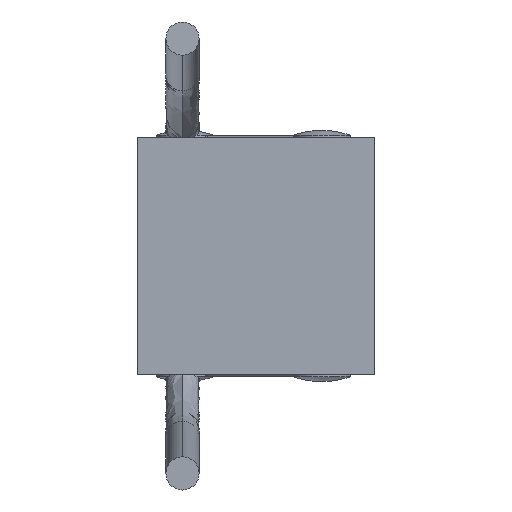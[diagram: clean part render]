
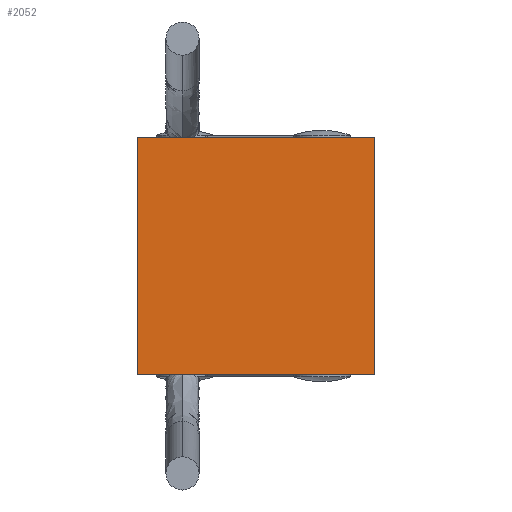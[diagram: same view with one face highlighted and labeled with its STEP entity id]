
A CAD part, front view. The second image highlights one B-rep face of the part: STEP entity #2052.
In plain terms, the highlighted planar face has unit normal (0, -1, 0).
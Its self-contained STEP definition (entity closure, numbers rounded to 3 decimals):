
#572 = PLANE ( 'NONE',  #4836 ) ;
#610 = CARTESIAN_POINT ( 'NONE',  ( 0., -0.51, 0. ) ) ;
#612 = DIRECTION ( 'NONE',  ( 0., 1., 0. ) ) ;
#614 = DIRECTION ( 'NONE',  ( 0., 0., 1. ) ) ;
#2052 = ADVANCED_FACE ( 'NONE', ( #4613 ), #572, .F. ) ;
#2211 = CARTESIAN_POINT ( 'NONE',  ( -2.5, -0.51, 2.5 ) ) ;
#2212 = DIRECTION ( 'NONE',  ( 0., 0., -1. ) ) ;
#2833 = VERTEX_POINT ( 'NONE', #5349 ) ;
#2838 = VERTEX_POINT ( 'NONE', #5354 ) ;
#2839 = VERTEX_POINT ( 'NONE', #5355 ) ;
#2843 = VERTEX_POINT ( 'NONE', #5359 ) ;
#2982 = LINE ( 'NONE', #2211, #2985 ) ;
#2985 = VECTOR ( 'NONE', #2212, 1000. ) ;
#4526 = EDGE_LOOP ( 'NONE', ( #11868, #11824, #11870, #11823 ) ) ;
#4613 = FACE_OUTER_BOUND ( 'NONE', #4526, .T. ) ;
#4836 = AXIS2_PLACEMENT_3D ( 'NONE', #610, #612, #614 ) ;
#5349 = CARTESIAN_POINT ( 'NONE',  ( -2.5, -0.51, -2.5 ) ) ;
#5354 = CARTESIAN_POINT ( 'NONE',  ( -2.5, -0.51, 2.5 ) ) ;
#5355 = CARTESIAN_POINT ( 'NONE',  ( 2.5, -0.51, -2.5 ) ) ;
#5359 = CARTESIAN_POINT ( 'NONE',  ( 2.5, -0.51, 2.5 ) ) ;
#5582 = CARTESIAN_POINT ( 'NONE',  ( 2.5, -0.51, -2.5 ) ) ;
#5586 = CARTESIAN_POINT ( 'NONE',  ( 2.5, -0.51, 2.5 ) ) ;
#5587 = DIRECTION ( 'NONE',  ( 1., 0., 0. ) ) ;
#5591 = DIRECTION ( 'NONE',  ( 0., 0., 1. ) ) ;
#5594 = CARTESIAN_POINT ( 'NONE',  ( 2.5, -0.51, 2.5 ) ) ;
#5595 = DIRECTION ( 'NONE',  ( -1., 0., 0. ) ) ;
#5624 = EDGE_CURVE ( 'NONE', #2833, #2839, #9805, .T. ) ;
#5627 = EDGE_CURVE ( 'NONE', #2839, #2843, #9812, .T. ) ;
#5629 = EDGE_CURVE ( 'NONE', #2843, #2838, #9820, .T. ) ;
#9805 = LINE ( 'NONE', #5582, #9813 ) ;
#9812 = LINE ( 'NONE', #5586, #9819 ) ;
#9813 = VECTOR ( 'NONE', #5587, 1000. ) ;
#9819 = VECTOR ( 'NONE', #5591, 1000. ) ;
#9820 = LINE ( 'NONE', #5594, #9823 ) ;
#9823 = VECTOR ( 'NONE', #5595, 1000. ) ;
#11215 = EDGE_CURVE ( 'NONE', #2838, #2833, #2982, .T. ) ;
#11823 = ORIENTED_EDGE ( 'NONE', *, *, #5629, .T. ) ;
#11824 = ORIENTED_EDGE ( 'NONE', *, *, #5624, .T. ) ;
#11868 = ORIENTED_EDGE ( 'NONE', *, *, #11215, .T. ) ;
#11870 = ORIENTED_EDGE ( 'NONE', *, *, #5627, .T. ) ;
